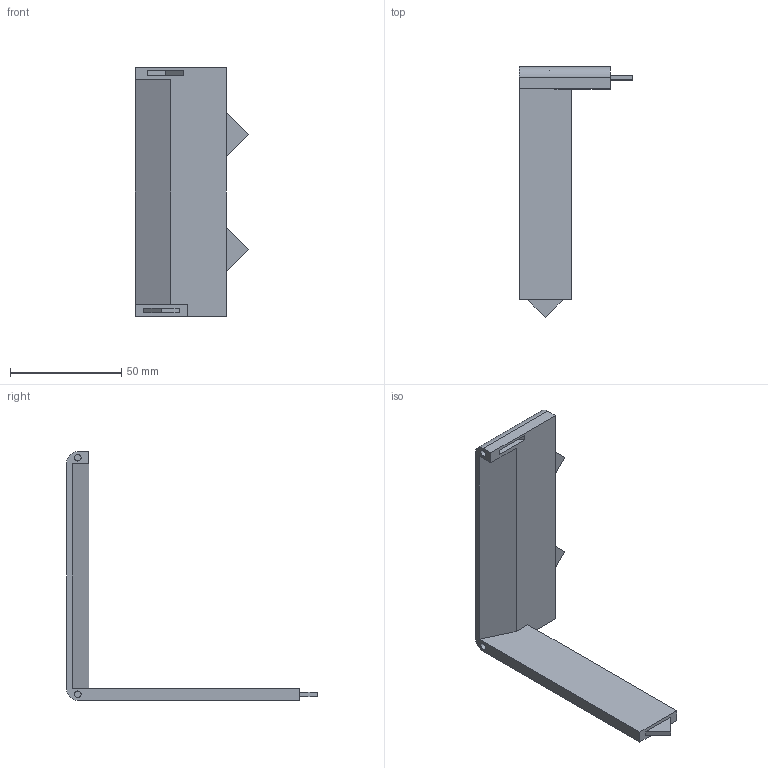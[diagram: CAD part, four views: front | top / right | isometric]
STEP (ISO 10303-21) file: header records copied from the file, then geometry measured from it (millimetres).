
FILE_DESCRIPTION(/* description */ ('STEP AP242','CAx-IF Rec.Pracs.---Representation and Presentation of Product Manufacturing Information (PMI)---4.0---2014-10-13','CAx-IF Rec.Pracs.---3D Tessellated Geometry---0.4---2014-09-14','2;1'),/* implementation_level */ '2;1');
FILE_NAME(/* name */ 'right',/* time_stamp */ '2025-10-08T01:31:00Z',/* author */ (''),/* organization */ (''),/* preprocessor_version */ 'ST-DEVELOPER v20');
FILE_SCHEMA (('AP242_MANAGED_MODEL_BASED_3D_ENGINEERING_MIM_LF { 1 0 10303 442 1 1 4 }'));
Length unit declared in the file: metre
Products named in the file (2): Power Side
Assembly tree (1 placements, depth 2):
  Power Side
    Power Side
Bounding box: 51 x 112.8 x 112 mm (x, y, z)
Volume: 51931.1 mm3; surface area: 17948.1 mm2
Topology: 1 solids, 1 shells, 33 faces, 75 edges, 50 vertices
Faces by surface type: plane 29, cylinder 4
Full cylindrical faces by diameter (mm): 3 x2
Entity records: 948 total; most frequent: CARTESIAN_POINT 158, DIRECTION 151, ORIENTED_EDGE 146, EDGE_CURVE 73, LINE 65, VECTOR 65, VERTEX_POINT 50, AXIS2_PLACEMENT_3D 43
